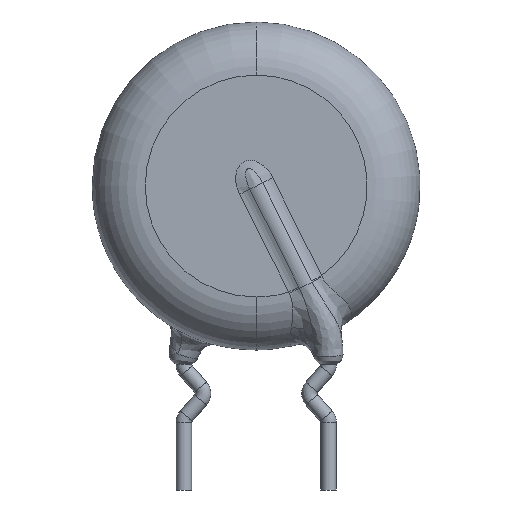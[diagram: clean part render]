
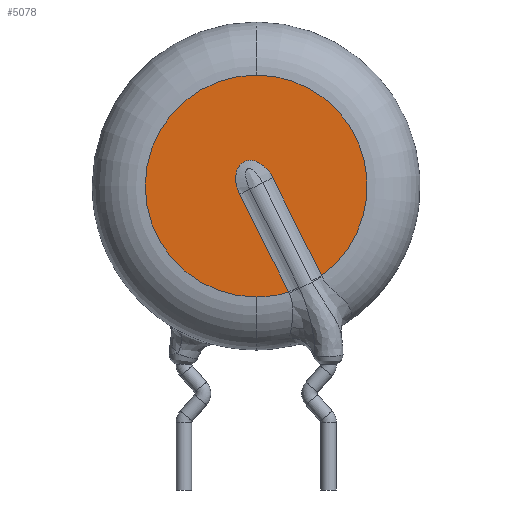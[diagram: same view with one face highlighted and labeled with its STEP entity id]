
A CAD part, front view. The second image highlights one B-rep face of the part: STEP entity #5078.
In plain terms, the highlighted planar face has unit normal (0, -1, 0).
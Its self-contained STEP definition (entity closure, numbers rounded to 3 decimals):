
#493 = CARTESIAN_POINT ( 'NONE',  ( 0.501, -2.75, 10.191 ) ) ;
#528 = VERTEX_POINT ( 'NONE', #10406 ) ;
#590 = ORIENTED_EDGE ( 'NONE', *, *, #5787, .T. ) ;
#1092 = CARTESIAN_POINT ( 'NONE',  ( -0.855, -2.75, 8.823 ) ) ;
#1582 = CARTESIAN_POINT ( 'NONE',  ( -0.925, -2.75, 8.963 ) ) ;
#1631 = ORIENTED_EDGE ( 'NONE', *, *, #3178, .T. ) ;
#1828 = CARTESIAN_POINT ( 'NONE',  ( -1.052, -2.75, 9.412 ) ) ;
#1897 = CIRCLE ( 'NONE', #8142, 5.75 ) ;
#2211 = CARTESIAN_POINT ( 'NONE',  ( 0., -2.75, 9.25 ) ) ;
#2894 = VERTEX_POINT ( 'NONE', #13400 ) ;
#3178 = EDGE_CURVE ( 'NONE', #10782, #9233, #9952, .T. ) ;
#3313 = CARTESIAN_POINT ( 'NONE',  ( 3.389, -2.75, 4.605 ) ) ;
#3515 = CARTESIAN_POINT ( 'NONE',  ( -0.016, -2.75, 10.542 ) ) ;
#3903 = DIRECTION ( 'NONE',  ( 0., 1., 0. ) ) ;
#4061 = DIRECTION ( 'NONE',  ( 0., 1., 0. ) ) ;
#4084 = CARTESIAN_POINT ( 'NONE',  ( 0., -2.75, 9.25 ) ) ;
#5078 = ADVANCED_FACE ( 'NONE', ( #5328 ), #13765, .F. ) ;
#5328 = FACE_OUTER_BOUND ( 'NONE', #6811, .T. ) ;
#5525 = DIRECTION ( 'NONE',  ( 0., 0., 1. ) ) ;
#5619 = EDGE_CURVE ( 'NONE', #13326, #14796, #10001, .T. ) ;
#5670 = CARTESIAN_POINT ( 'NONE',  ( -0.77, -2.75, 10.438 ) ) ;
#5787 = EDGE_CURVE ( 'NONE', #14796, #10782, #12101, .T. ) ;
#6612 = DIRECTION ( 'NONE',  ( 0., 0., 1. ) ) ;
#6811 = EDGE_LOOP ( 'NONE', ( #590, #1631, #14863, #15511, #10238, #10764 ) ) ;
#6940 = CARTESIAN_POINT ( 'NONE',  ( -1.056, -2.75, 9.88 ) ) ;
#7411 = CIRCLE ( 'NONE', #9579, 5.75 ) ;
#7428 = CIRCLE ( 'NONE', #13946, 5.75 ) ;
#8132 = CARTESIAN_POINT ( 'NONE',  ( -1.07, -2.75, 9.569 ) ) ;
#8142 = AXIS2_PLACEMENT_3D ( 'NONE', #12915, #10017, #15220 ) ;
#9126 = EDGE_CURVE ( 'NONE', #13326, #2894, #7411, .T. ) ;
#9233 = VERTEX_POINT ( 'NONE', #3313 ) ;
#9321 = CARTESIAN_POINT ( 'NONE',  ( -0.855, -2.75, 8.823 ) ) ;
#9579 = AXIS2_PLACEMENT_3D ( 'NONE', #4084, #3903, #6612 ) ;
#9661 = CARTESIAN_POINT ( 'NONE',  ( -0.49, -2.75, 10.579 ) ) ;
#9915 = EDGE_CURVE ( 'NONE', #2894, #528, #1897, .T. ) ;
#9952 = LINE ( 'NONE', #11914, #9978 ) ;
#9978 = VECTOR ( 'NONE', #15145, 1000. ) ;
#10001 = LINE ( 'NONE', #1092, #13141 ) ;
#10017 = DIRECTION ( 'NONE',  ( 0., 1., 0. ) ) ;
#10238 = ORIENTED_EDGE ( 'NONE', *, *, #9126, .F. ) ;
#10406 = CARTESIAN_POINT ( 'NONE',  ( 0., -2.75, 15. ) ) ;
#10764 = ORIENTED_EDGE ( 'NONE', *, *, #5619, .T. ) ;
#10782 = VERTEX_POINT ( 'NONE', #11122 ) ;
#10813 = CARTESIAN_POINT ( 'NONE',  ( 0.7, -2.75, 9.949 ) ) ;
#10983 = CARTESIAN_POINT ( 'NONE',  ( 0.129, -2.75, 10.475 ) ) ;
#10998 = DIRECTION ( 'NONE',  ( 0., 1., 0. ) ) ;
#11122 = CARTESIAN_POINT ( 'NONE',  ( 0.855, -2.75, 9.677 ) ) ;
#11914 = CARTESIAN_POINT ( 'NONE',  ( 0.855, -2.75, 9.677 ) ) ;
#12051 = AXIS2_PLACEMENT_3D ( 'NONE', #2211, #4061, #14031 ) ;
#12101 = B_SPLINE_CURVE_WITH_KNOTS ( 'NONE', 3,
 ( #9321, #1582, #12897, #1828, #8132, #6940, #14855, #13478, #5670, #9661, #13315, #3515, #10983, #14771, #493, #10813, #16190, #16028 ),
 .UNSPECIFIED., .F., .F.,
 ( 4, 2, 2, 2, 2, 2, 2, 2, 4 ),
 ( 0., 0., 0.001, 0.001, 0.002, 0.002, 0.003, 0.003, 0.004 ),
 .UNSPECIFIED. ) ;
#12218 = EDGE_CURVE ( 'NONE', #528, #9233, #7428, .T. ) ;
#12897 = CARTESIAN_POINT ( 'NONE',  ( -0.979, -2.75, 9.109 ) ) ;
#12915 = CARTESIAN_POINT ( 'NONE',  ( 0., -2.75, 9.25 ) ) ;
#13141 = VECTOR ( 'NONE', #14089, 1000. ) ;
#13315 = CARTESIAN_POINT ( 'NONE',  ( -0.326, -2.75, 10.596 ) ) ;
#13326 = VERTEX_POINT ( 'NONE', #16620 ) ;
#13400 = CARTESIAN_POINT ( 'NONE',  ( 0., -2.75, 3.5 ) ) ;
#13478 = CARTESIAN_POINT ( 'NONE',  ( -0.88, -2.75, 10.318 ) ) ;
#13502 = CARTESIAN_POINT ( 'NONE',  ( 0., -2.75, 9.25 ) ) ;
#13765 = PLANE ( 'NONE',  #12051 ) ;
#13946 = AXIS2_PLACEMENT_3D ( 'NONE', #13502, #10998, #5525 ) ;
#14031 = DIRECTION ( 'NONE',  ( 0., 0., 1. ) ) ;
#14089 = DIRECTION ( 'NONE',  ( -0.447, 0., 0.895 ) ) ;
#14771 = CARTESIAN_POINT ( 'NONE',  ( 0.388, -2.75, 10.299 ) ) ;
#14796 = VERTEX_POINT ( 'NONE', #16670 ) ;
#14855 = CARTESIAN_POINT ( 'NONE',  ( -1.023, -2.75, 10.036 ) ) ;
#14863 = ORIENTED_EDGE ( 'NONE', *, *, #12218, .F. ) ;
#15145 = DIRECTION ( 'NONE',  ( 0.447, 0., -0.895 ) ) ;
#15220 = DIRECTION ( 'NONE',  ( 0., 0., 1. ) ) ;
#15511 = ORIENTED_EDGE ( 'NONE', *, *, #9915, .F. ) ;
#16028 = CARTESIAN_POINT ( 'NONE',  ( 0.855, -2.75, 9.677 ) ) ;
#16190 = CARTESIAN_POINT ( 'NONE',  ( 0.784, -2.75, 9.817 ) ) ;
#16620 = CARTESIAN_POINT ( 'NONE',  ( 1.68, -2.75, 3.751 ) ) ;
#16670 = CARTESIAN_POINT ( 'NONE',  ( -0.855, -2.75, 8.823 ) ) ;
